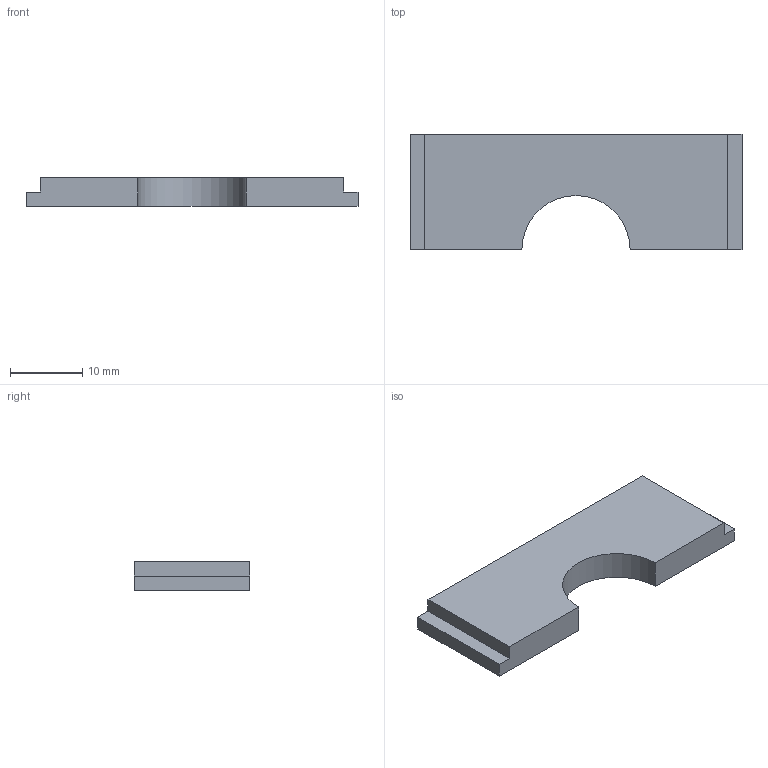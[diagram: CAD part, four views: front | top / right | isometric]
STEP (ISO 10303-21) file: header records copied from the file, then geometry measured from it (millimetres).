
FILE_DESCRIPTION(/* description */ (''),/* implementation_level */ '2;1');
FILE_NAME(/* name */ 'Lid.stp',/* time_stamp */ '2019-08-15T14:08:39+02:00',/* author */ ('aal_9'),/* organization */ (''),/* preprocessor_version */ 'ST-DEVELOPER v16.13',/* originating_system */ 'Autodesk Inventor 2018',/* authorisation */ '');
FILE_SCHEMA (('AUTOMOTIVE_DESIGN { 1 0 10303 214 3 1 1 }'));
Length unit declared in the file: millimetre
Products named in the file (1): Lid
Bounding box: 46 x 16 x 4 mm (x, y, z)
Volume: 2462.6 mm3; surface area: 1809.5 mm2
Topology: 1 solids, 1 shells, 12 faces, 30 edges, 20 vertices
Faces by surface type: plane 11, cylinder 1
Entity records: 395 total; most frequent: CARTESIAN_POINT 63, ORIENTED_EDGE 60, DIRECTION 58, EDGE_CURVE 30, LINE 28, VECTOR 28, VERTEX_POINT 20, AXIS2_PLACEMENT_3D 15
